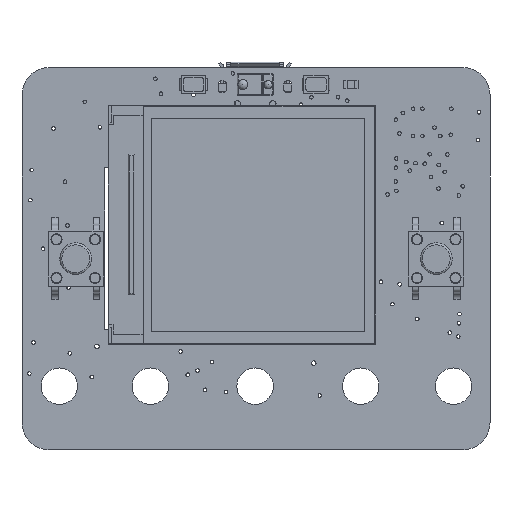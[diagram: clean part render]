
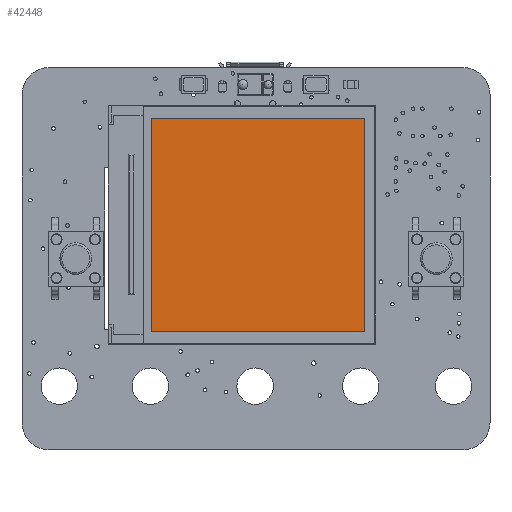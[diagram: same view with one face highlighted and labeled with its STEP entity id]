
A CAD part, front view. The second image highlights one B-rep face of the part: STEP entity #42448.
In plain terms, the highlighted face is planar.
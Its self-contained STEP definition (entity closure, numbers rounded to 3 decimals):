
#2558=PLANE('',#45940);
#4761=FACE_OUTER_BOUND('',#7327,.T.);
#7327=EDGE_LOOP('',(#38784,#38785,#38786,#38787));
#12149=LINE('',#69243,#16979);
#12152=LINE('',#69249,#16982);
#12155=LINE('',#69255,#16985);
#12158=LINE('',#69259,#16988);
#16979=VECTOR('',#56991,10.);
#16982=VECTOR('',#56996,10.);
#16985=VECTOR('',#57001,10.);
#16988=VECTOR('',#57006,10.);
#21587=VERTEX_POINT('',#69240);
#21588=VERTEX_POINT('',#69242);
#21590=VERTEX_POINT('',#69248);
#21592=VERTEX_POINT('',#69254);
#27316=EDGE_CURVE('',#21588,#21587,#12149,.T.);
#27319=EDGE_CURVE('',#21590,#21588,#12152,.T.);
#27322=EDGE_CURVE('',#21592,#21590,#12155,.T.);
#27325=EDGE_CURVE('',#21587,#21592,#12158,.T.);
#38784=ORIENTED_EDGE('',*,*,#27325,.T.);
#38785=ORIENTED_EDGE('',*,*,#27322,.T.);
#38786=ORIENTED_EDGE('',*,*,#27319,.T.);
#38787=ORIENTED_EDGE('',*,*,#27316,.T.);
#42448=ADVANCED_FACE('',(#4761),#2558,.T.);
#45940=AXIS2_PLACEMENT_3D('',#69260,#57007,#57008);
#56991=DIRECTION('',(-1.,0.,0.));
#56996=DIRECTION('',(0.,-1.,0.));
#57001=DIRECTION('',(1.,0.,0.));
#57006=DIRECTION('',(0.,1.,0.));
#57007=DIRECTION('center_axis',(0.,0.,-1.));
#57008=DIRECTION('ref_axis',(-1.,0.,0.));
#69240=CARTESIAN_POINT('',(13.934,13.038,-1.455));
#69242=CARTESIAN_POINT('',(37.334,13.038,-1.455));
#69243=CARTESIAN_POINT('',(37.334,13.038,-1.455));
#69248=CARTESIAN_POINT('',(37.334,36.438,-1.455));
#69249=CARTESIAN_POINT('',(37.334,36.438,-1.455));
#69254=CARTESIAN_POINT('',(13.934,36.438,-1.455));
#69255=CARTESIAN_POINT('',(13.934,36.438,-1.455));
#69259=CARTESIAN_POINT('',(13.934,13.038,-1.455));
#69260=CARTESIAN_POINT('Origin',(25.634,24.738,-1.455));
